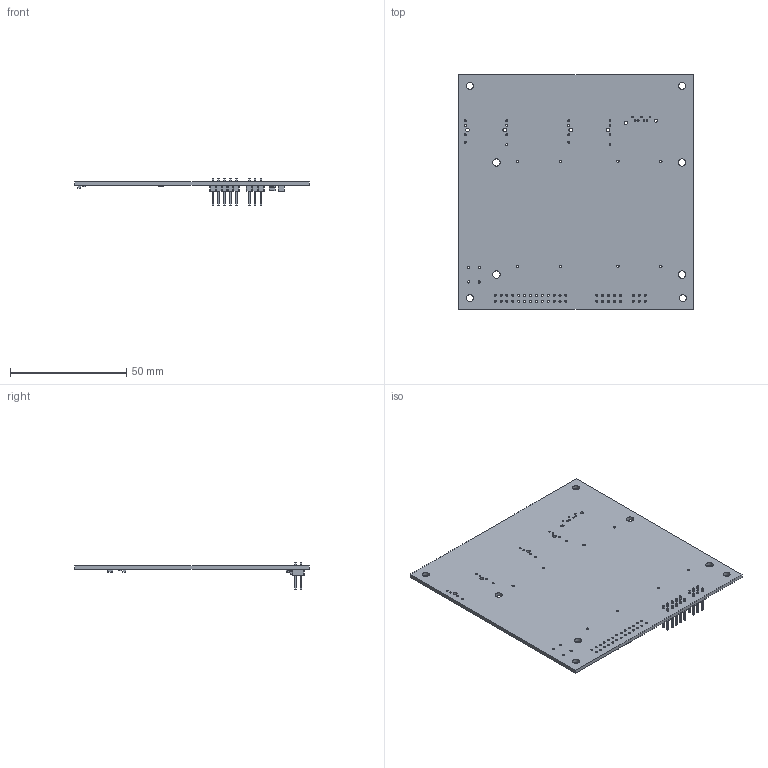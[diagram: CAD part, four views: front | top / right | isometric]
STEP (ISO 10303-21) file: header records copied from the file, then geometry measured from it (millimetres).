
FILE_DESCRIPTION(('KiCad electronic assembly'),'2;1');
FILE_NAME('MPPB01.step','2023-07-22T00:16:03',('Pcbnew'),('Kicad'), 'Open CASCADE STEP processor 7.5','KiCad to STEP converter','Unknown' );
FILE_SCHEMA(('AUTOMOTIVE_DESIGN { 1 0 10303 214 1 1 1 1 }'));
Length unit declared in the file: millimetre
Products named in the file (14): MPPB01 1; PinHeader_2x03_P2.54mm_Vertical; SOLID; C_0805_2012Metric; C_1210_3225Metric; D_SMA; R_0805_2012Metric; PinHeader_2x05_P2.54mm_Vertical; tmpv6ou7w8n PCB
Assembly tree (17 placements, depth 3):
  MPPB01 1
    PinHeader_2x03_P2.54mm_Vertical
      SOLID
    C_0805_2012Metric  x3
      SOLID
    C_1210_3225Metric
      SOLID
    D_SMA
      SOLID
    R_0805_2012Metric  x3
      SOLID
    PinHeader_2x05_P2.54mm_Vertical
      SOLID
    tmpv6ou7w8n PCB
Bounding box: 101.09 x 101.09 x 11.54 mm (x, y, z)
Volume: 16336.5 mm3; surface area: 22236.2 mm2
Topology: 11 solids, 11 shells, 672 faces, 1679 edges, 1070 vertices
Faces by surface type: plane 495, cylinder 167, bspline 10
Full cylindrical faces by diameter (mm): 0.74 x7, 0.8 x16, 0.889 x42, 1 x4, 1.016 x8, 1.35 x2, 1.55 x4, 3 x4, 3.175 x4
Entity records: 39165 total; most frequent: CARTESIAN_POINT 7045, DIRECTION 5335, LINE 3647, VECTOR 3647, ORIENTED_EDGE 2798, PCURVE 2798, DEFINITIONAL_REPRESENTATION 2798, EDGE_CURVE 1399
